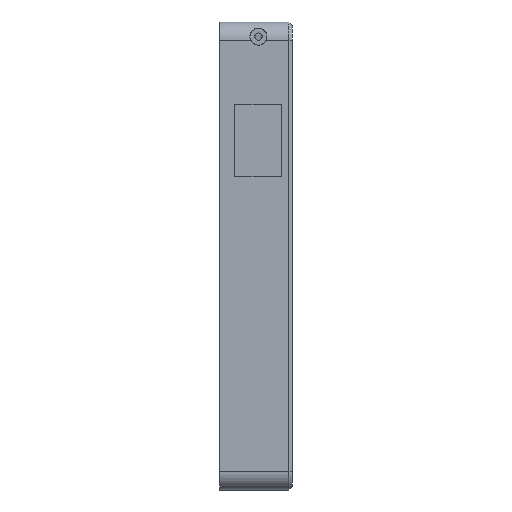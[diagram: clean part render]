
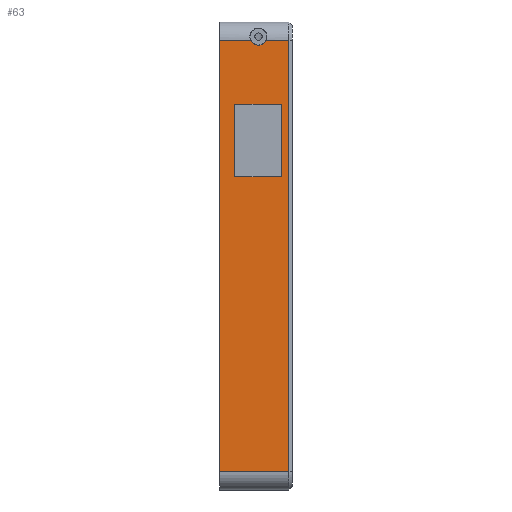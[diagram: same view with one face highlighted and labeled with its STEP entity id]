
A CAD part, left-side view. The second image highlights one B-rep face of the part: STEP entity #63.
In plain terms, the highlighted planar face has unit normal (-1, 0, 0).
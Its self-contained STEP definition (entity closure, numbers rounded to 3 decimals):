
#44 = EDGE_CURVE ( 'NONE', #574, #5267, #4453, .T. ) ;
#63 = ADVANCED_FACE ( 'NONE', ( #961, #5212 ), #8941, .T. ) ;
#115 = VECTOR ( 'NONE', #3070, 1000. ) ;
#214 = EDGE_CURVE ( 'NONE', #5412, #2820, #4162, .T. ) ;
#256 = DIRECTION ( 'NONE',  ( 0., 0., 1. ) ) ;
#574 = VERTEX_POINT ( 'NONE', #8437 ) ;
#691 = AXIS2_PLACEMENT_3D ( 'NONE', #7377, #6716, #256 ) ;
#710 = LINE ( 'NONE', #9285, #3315 ) ;
#758 = ORIENTED_EDGE ( 'NONE', *, *, #3444, .F. ) ;
#868 = CARTESIAN_POINT ( 'NONE',  ( -21.75, 9.899, 70. ) ) ;
#961 = FACE_BOUND ( 'NONE', #2429, .T. ) ;
#1011 = CARTESIAN_POINT ( 'NONE',  ( -21.75, -1.5, -26. ) ) ;
#1038 = CARTESIAN_POINT ( 'NONE',  ( -21.75, 1.5, 32.7 ) ) ;
#1039 = ORIENTED_EDGE ( 'NONE', *, *, #8345, .T. ) ;
#1251 = CARTESIAN_POINT ( 'NONE',  ( -21.75, 14.3, 52.5 ) ) ;
#1257 = CARTESIAN_POINT ( 'NONE',  ( -21.75, 18.45, -48. ) ) ;
#1440 = CIRCLE ( 'NONE', #691, 2.325 ) ;
#1455 = CARTESIAN_POINT ( 'NONE',  ( -21.75, 1.5, -26. ) ) ;
#1500 = DIRECTION ( 'NONE',  ( 0., 0., 1. ) ) ;
#1615 = DIRECTION ( 'NONE',  ( 0., 0., -1. ) ) ;
#1737 = LINE ( 'NONE', #2485, #2266 ) ;
#1760 = DIRECTION ( 'NONE',  ( 0., 0., 1. ) ) ;
#1910 = ORIENTED_EDGE ( 'NONE', *, *, #214, .T. ) ;
#2179 = CARTESIAN_POINT ( 'NONE',  ( -21.75, -0.5, -48. ) ) ;
#2266 = VECTOR ( 'NONE', #5373, 1000. ) ;
#2345 = EDGE_CURVE ( 'NONE', #6424, #8261, #1737, .T. ) ;
#2429 = EDGE_LOOP ( 'NONE', ( #4339, #6211, #2667, #4102 ) ) ;
#2485 = CARTESIAN_POINT ( 'NONE',  ( -21.75, -1.5, 70. ) ) ;
#2620 = VERTEX_POINT ( 'NONE', #1257 ) ;
#2667 = ORIENTED_EDGE ( 'NONE', *, *, #44, .F. ) ;
#2816 = DIRECTION ( 'NONE',  ( 0., 1., 0. ) ) ;
#2820 = VERTEX_POINT ( 'NONE', #5162 ) ;
#2918 = LINE ( 'NONE', #3580, #5584 ) ;
#2976 = LINE ( 'NONE', #4497, #7495 ) ;
#3009 = VERTEX_POINT ( 'NONE', #8942 ) ;
#3070 = DIRECTION ( 'NONE',  ( 0., -1., 0. ) ) ;
#3118 = CARTESIAN_POINT ( 'NONE',  ( -21.75, -1.5, 32.7 ) ) ;
#3315 = VECTOR ( 'NONE', #2816, 1000. ) ;
#3400 = DIRECTION ( 'NONE',  ( 0., 0., 1. ) ) ;
#3415 = ORIENTED_EDGE ( 'NONE', *, *, #2345, .T. ) ;
#3444 = EDGE_CURVE ( 'NONE', #5412, #2620, #2918, .T. ) ;
#3580 = CARTESIAN_POINT ( 'NONE',  ( -21.75, -1.5, -48. ) ) ;
#3617 = LINE ( 'NONE', #1455, #7214 ) ;
#3854 = VECTOR ( 'NONE', #4502, 1000. ) ;
#3883 = CARTESIAN_POINT ( 'NONE',  ( -21.75, -1.5, 52.5 ) ) ;
#4102 = ORIENTED_EDGE ( 'NONE', *, *, #6264, .F. ) ;
#4162 = LINE ( 'NONE', #6154, #8791 ) ;
#4191 = VECTOR ( 'NONE', #6315, 1000. ) ;
#4339 = ORIENTED_EDGE ( 'NONE', *, *, #5418, .F. ) ;
#4453 = LINE ( 'NONE', #3883, #3854 ) ;
#4497 = CARTESIAN_POINT ( 'NONE',  ( -21.75, 14.3, -26. ) ) ;
#4502 = DIRECTION ( 'NONE',  ( 0., 1., 0. ) ) ;
#4679 = CARTESIAN_POINT ( 'NONE',  ( -21.75, 18.45, 70. ) ) ;
#4914 = CARTESIAN_POINT ( 'NONE',  ( -21.75, 7.8, 71. ) ) ;
#5162 = CARTESIAN_POINT ( 'NONE',  ( -21.75, -0.5, 70. ) ) ;
#5212 = FACE_OUTER_BOUND ( 'NONE', #7665, .T. ) ;
#5259 = DIRECTION ( 'NONE',  ( -1., 0., 0. ) ) ;
#5267 = VERTEX_POINT ( 'NONE', #1251 ) ;
#5373 = DIRECTION ( 'NONE',  ( 0., 1., 0. ) ) ;
#5389 = ORIENTED_EDGE ( 'NONE', *, *, #6091, .F. ) ;
#5412 = VERTEX_POINT ( 'NONE', #2179 ) ;
#5418 = EDGE_CURVE ( 'NONE', #6235, #8533, #5964, .T. ) ;
#5426 = EDGE_CURVE ( 'NONE', #5267, #6235, #2976, .T. ) ;
#5584 = VECTOR ( 'NONE', #6464, 1000. ) ;
#5648 = EDGE_CURVE ( 'NONE', #6424, #3009, #9299, .T. ) ;
#5669 = AXIS2_PLACEMENT_3D ( 'NONE', #1011, #5259, #1760 ) ;
#5714 = DIRECTION ( 'NONE',  ( -1., 0., 0. ) ) ;
#5964 = LINE ( 'NONE', #3118, #115 ) ;
#6091 = EDGE_CURVE ( 'NONE', #2620, #8261, #7033, .T. ) ;
#6154 = CARTESIAN_POINT ( 'NONE',  ( -21.75, -0.5, 70. ) ) ;
#6211 = ORIENTED_EDGE ( 'NONE', *, *, #5426, .F. ) ;
#6235 = VERTEX_POINT ( 'NONE', #7215 ) ;
#6264 = EDGE_CURVE ( 'NONE', #8533, #574, #3617, .T. ) ;
#6315 = DIRECTION ( 'NONE',  ( 0., 0., 1. ) ) ;
#6424 = VERTEX_POINT ( 'NONE', #868 ) ;
#6464 = DIRECTION ( 'NONE',  ( 0., 1., 0. ) ) ;
#6499 = EDGE_CURVE ( 'NONE', #3009, #7628, #1440, .T. ) ;
#6716 = DIRECTION ( 'NONE',  ( -1., 0., 0. ) ) ;
#7033 = LINE ( 'NONE', #7691, #4191 ) ;
#7214 = VECTOR ( 'NONE', #1500, 1000. ) ;
#7215 = CARTESIAN_POINT ( 'NONE',  ( -21.75, 14.3, 32.7 ) ) ;
#7377 = CARTESIAN_POINT ( 'NONE',  ( -21.75, 7.8, 71. ) ) ;
#7409 = ORIENTED_EDGE ( 'NONE', *, *, #5648, .F. ) ;
#7495 = VECTOR ( 'NONE', #1615, 1000. ) ;
#7628 = VERTEX_POINT ( 'NONE', #8394 ) ;
#7665 = EDGE_LOOP ( 'NONE', ( #5389, #758, #1910, #1039, #8256, #7409, #3415 ) ) ;
#7691 = CARTESIAN_POINT ( 'NONE',  ( -21.75, 18.45, -26. ) ) ;
#7749 = DIRECTION ( 'NONE',  ( 0., 0., 1. ) ) ;
#8256 = ORIENTED_EDGE ( 'NONE', *, *, #6499, .F. ) ;
#8261 = VERTEX_POINT ( 'NONE', #4679 ) ;
#8345 = EDGE_CURVE ( 'NONE', #2820, #7628, #710, .T. ) ;
#8394 = CARTESIAN_POINT ( 'NONE',  ( -21.75, 5.701, 70. ) ) ;
#8437 = CARTESIAN_POINT ( 'NONE',  ( -21.75, 1.5, 52.5 ) ) ;
#8533 = VERTEX_POINT ( 'NONE', #1038 ) ;
#8791 = VECTOR ( 'NONE', #7749, 1000. ) ;
#8941 = PLANE ( 'NONE',  #5669 ) ;
#8942 = CARTESIAN_POINT ( 'NONE',  ( -21.75, 7.8, 68.675 ) ) ;
#9014 = AXIS2_PLACEMENT_3D ( 'NONE', #4914, #5714, #3400 ) ;
#9285 = CARTESIAN_POINT ( 'NONE',  ( -21.75, -1.5, 70. ) ) ;
#9299 = CIRCLE ( 'NONE', #9014, 2.325 ) ;
